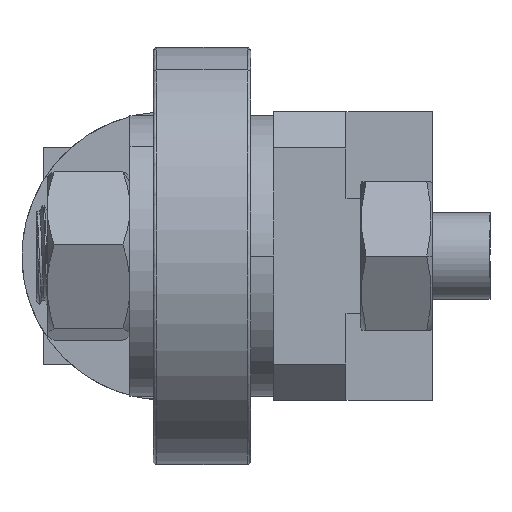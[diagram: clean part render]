
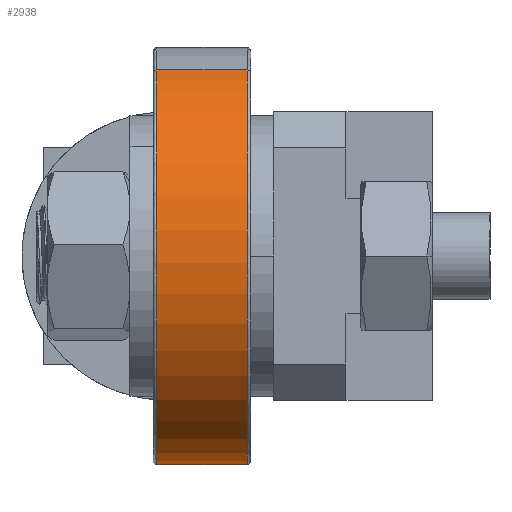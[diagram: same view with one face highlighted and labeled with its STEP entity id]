
A CAD part, left-side view. The second image highlights one B-rep face of the part: STEP entity #2938.
In plain terms, the highlighted free-form (B-spline) face has degree [2, 1] with [5, 2] control points.
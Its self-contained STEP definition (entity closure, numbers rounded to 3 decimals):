
#2887 = EDGE_CURVE('',#2888,#2890,#2892,.T.);
#2888 = VERTEX_POINT('',#2889);
#2889 = CARTESIAN_POINT('',(-37.556,24.639,
    -24.033));
#2890 = VERTEX_POINT('',#2891);
#2891 = CARTESIAN_POINT('',(-63.959,24.639,
    27.761));
#2892 = ( BOUNDED_CURVE() B_SPLINE_CURVE(2,(#2893,#2894,#2895,#2896,
#2897),.UNSPECIFIED.,.F.,.F.) B_SPLINE_CURVE_WITH_KNOTS((3,2,3),(0.,
1.571,3.142),.PIECEWISE_BEZIER_KNOTS.) CURVE() 
GEOMETRIC_REPRESENTATION_ITEM() RATIONAL_B_SPLINE_CURVE((1.,
0.707,1.,0.707,1.)) REPRESENTATION_ITEM('') );
#2893 = CARTESIAN_POINT('',(-37.556,24.639,
    -24.033));
#2894 = CARTESIAN_POINT('',(-63.453,24.639,
    -37.234));
#2895 = CARTESIAN_POINT('',(-76.655,24.639,
    -11.337));
#2896 = CARTESIAN_POINT('',(-89.856,24.639,
    14.56));
#2897 = CARTESIAN_POINT('',(-63.959,24.639,
    27.761));
#2938 = ADVANCED_FACE('',(#2939),#2964,.T.);
#2939 = FACE_BOUND('',#2940,.T.);
#2940 = EDGE_LOOP('',(#2941,#2953,#2958,#2959));
#2941 = ORIENTED_EDGE('',*,*,#2942,.T.);
#2942 = EDGE_CURVE('',#2943,#2945,#2947,.T.);
#2943 = VERTEX_POINT('',#2944);
#2944 = CARTESIAN_POINT('',(-37.556,12.01,
    -24.033));
#2945 = VERTEX_POINT('',#2946);
#2946 = CARTESIAN_POINT('',(-63.959,12.01,
    27.761));
#2947 = ( BOUNDED_CURVE() B_SPLINE_CURVE(2,(#2948,#2949,#2950,#2951,
#2952),.UNSPECIFIED.,.F.,.F.) B_SPLINE_CURVE_WITH_KNOTS((3,2,3),(0.,
1.571,3.142),.PIECEWISE_BEZIER_KNOTS.) CURVE() 
GEOMETRIC_REPRESENTATION_ITEM() RATIONAL_B_SPLINE_CURVE((1.,
0.707,1.,0.707,1.)) REPRESENTATION_ITEM('') );
#2948 = CARTESIAN_POINT('',(-37.556,12.01,
    -24.033));
#2949 = CARTESIAN_POINT('',(-63.453,12.01,
    -37.234));
#2950 = CARTESIAN_POINT('',(-76.655,12.01,
    -11.337));
#2951 = CARTESIAN_POINT('',(-89.856,12.01,
    14.56));
#2952 = CARTESIAN_POINT('',(-63.959,12.01,
    27.761));
#2953 = ORIENTED_EDGE('',*,*,#2954,.T.);
#2954 = EDGE_CURVE('',#2945,#2890,#2955,.T.);
#2955 = B_SPLINE_CURVE_WITH_KNOTS('',1,(#2956,#2957),.UNSPECIFIED.,.F.,
  .F.,(2,2),(-6.3,6.3),.PIECEWISE_BEZIER_KNOTS.);
#2956 = CARTESIAN_POINT('',(-63.959,12.01,
    27.761));
#2957 = CARTESIAN_POINT('',(-63.959,24.639,
    27.761));
#2958 = ORIENTED_EDGE('',*,*,#2887,.F.);
#2959 = ORIENTED_EDGE('',*,*,#2960,.F.);
#2960 = EDGE_CURVE('',#2943,#2888,#2961,.T.);
#2961 = B_SPLINE_CURVE_WITH_KNOTS('',1,(#2962,#2963),.UNSPECIFIED.,.F.,
  .F.,(2,2),(-6.3,6.3),.PIECEWISE_BEZIER_KNOTS.);
#2962 = CARTESIAN_POINT('',(-37.556,12.01,
    -24.033));
#2963 = CARTESIAN_POINT('',(-37.556,24.639,
    -24.033));
#2964 = ( BOUNDED_SURFACE() B_SPLINE_SURFACE(2,1,(
    (#2965,#2966)
    ,(#2967,#2968)
    ,(#2969,#2970)
    ,(#2971,#2972)
    ,(#2973,#2974
)),.UNSPECIFIED.,.F.,.F.,.F.) B_SPLINE_SURFACE_WITH_KNOTS((3,2,3),(2,2),
  (0.,1.571,3.142),(-6.3,6.3),
.PIECEWISE_BEZIER_KNOTS.) GEOMETRIC_REPRESENTATION_ITEM() 
RATIONAL_B_SPLINE_SURFACE((
    (1.,1.)
    ,(0.707,0.707)
    ,(1.,1.)
    ,(0.707,0.707)
,(1.,1.))) REPRESENTATION_ITEM('') SURFACE() );
#2965 = CARTESIAN_POINT('',(-37.556,12.01,
    -24.033));
#2966 = CARTESIAN_POINT('',(-37.556,24.639,
    -24.033));
#2967 = CARTESIAN_POINT('',(-63.453,12.01,
    -37.234));
#2968 = CARTESIAN_POINT('',(-63.453,24.639,
    -37.234));
#2969 = CARTESIAN_POINT('',(-76.655,12.01,
    -11.337));
#2970 = CARTESIAN_POINT('',(-76.655,24.639,
    -11.337));
#2971 = CARTESIAN_POINT('',(-89.856,12.01,
    14.56));
#2972 = CARTESIAN_POINT('',(-89.856,24.639,
    14.56));
#2973 = CARTESIAN_POINT('',(-63.959,12.01,
    27.761));
#2974 = CARTESIAN_POINT('',(-63.959,24.639,
    27.761));
